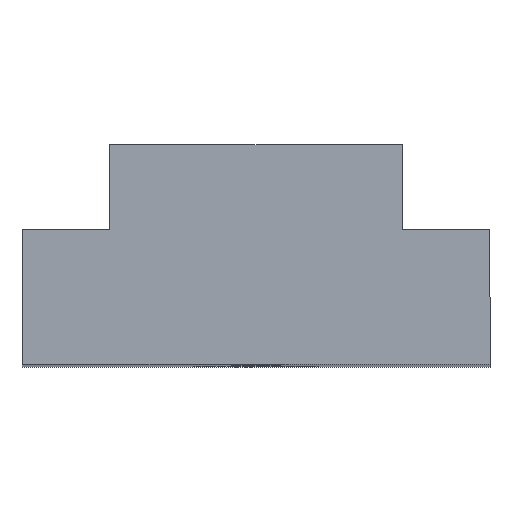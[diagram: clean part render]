
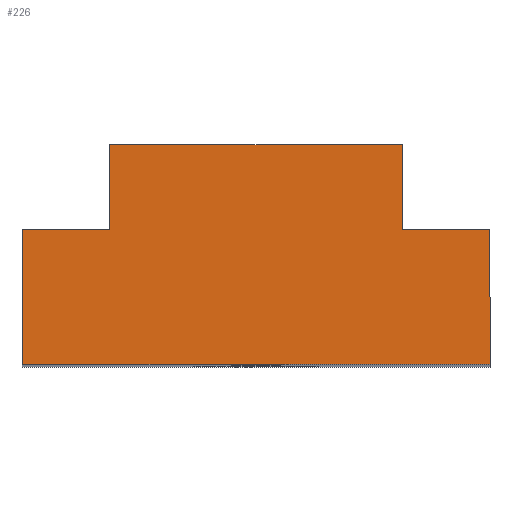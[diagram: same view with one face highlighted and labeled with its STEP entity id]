
A CAD part, top view. The second image highlights one B-rep face of the part: STEP entity #226.
In plain terms, the highlighted planar face has unit normal (0, 0, 1).
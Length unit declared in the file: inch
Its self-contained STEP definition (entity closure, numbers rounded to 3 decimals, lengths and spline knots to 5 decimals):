
#18 = LINE ( 'NONE', #71, #183 ) ;
#23 = VERTEX_POINT ( 'NONE', #723 ) ;
#29 = LINE ( 'NONE', #94, #134 ) ;
#32 = VERTEX_POINT ( 'NONE', #257 ) ;
#39 = EDGE_LOOP ( 'NONE', ( #580, #238, #267, #214, #356, #469, #711, #406 ) ) ;
#71 = CARTESIAN_POINT ( 'NONE',  ( 0.125, 0.485, 2.3 ) ) ;
#73 = PLANE ( 'NONE',  #525 ) ;
#75 = LINE ( 'NONE', #358, #668 ) ;
#90 = VERTEX_POINT ( 'NONE', #244 ) ;
#94 = CARTESIAN_POINT ( 'NONE',  ( 0.125, 0.413, 2.3 ) ) ;
#98 = CARTESIAN_POINT ( 'NONE',  ( -0.125, 0.413, 2.3 ) ) ;
#129 = VERTEX_POINT ( 'NONE', #541 ) ;
#134 = VECTOR ( 'NONE', #554, 39.37008 ) ;
#148 = DIRECTION ( 'NONE',  ( 0., 1., 0. ) ) ;
#152 = LINE ( 'NONE', #201, #444 ) ;
#183 = VECTOR ( 'NONE', #472, 39.37008 ) ;
#201 = CARTESIAN_POINT ( 'NONE',  ( -0.125, 0.485, 2.3 ) ) ;
#204 = CARTESIAN_POINT ( 'NONE',  ( -0.2, 0.2975, 2.3 ) ) ;
#210 = EDGE_CURVE ( 'NONE', #90, #526, #18, .T. ) ;
#214 = ORIENTED_EDGE ( 'NONE', *, *, #570, .T. ) ;
#217 = FACE_OUTER_BOUND ( 'NONE', #39, .T. ) ;
#221 = DIRECTION ( 'NONE',  ( -1., 0., 0. ) ) ;
#224 = LINE ( 'NONE', #421, #368 ) ;
#226 = ADVANCED_FACE ( 'NONE', ( #217 ), #73, .F. ) ;
#235 = VERTEX_POINT ( 'NONE', #338 ) ;
#238 = ORIENTED_EDGE ( 'NONE', *, *, #673, .T. ) ;
#244 = CARTESIAN_POINT ( 'NONE',  ( 0.125, 0.413, 2.3 ) ) ;
#245 = DIRECTION ( 'NONE',  ( 0., -1., 0. ) ) ;
#257 = CARTESIAN_POINT ( 'NONE',  ( 0.2, 0.2975, 2.3 ) ) ;
#267 = ORIENTED_EDGE ( 'NONE', *, *, #657, .T. ) ;
#272 = VECTOR ( 'NONE', #375, 39.37008 ) ;
#292 = LINE ( 'NONE', #612, #466 ) ;
#338 = CARTESIAN_POINT ( 'NONE',  ( -0.2, 0.413, 2.3 ) ) ;
#351 = CARTESIAN_POINT ( 'NONE',  ( 0., 0., 2.3 ) ) ;
#356 = ORIENTED_EDGE ( 'NONE', *, *, #556, .T. ) ;
#358 = CARTESIAN_POINT ( 'NONE',  ( -0.2, 0.413, 2.3 ) ) ;
#368 = VECTOR ( 'NONE', #484, 39.37008 ) ;
#375 = DIRECTION ( 'NONE',  ( 1., 0., 0. ) ) ;
#399 = VERTEX_POINT ( 'NONE', #98 ) ;
#406 = ORIENTED_EDGE ( 'NONE', *, *, #617, .T. ) ;
#414 = CARTESIAN_POINT ( 'NONE',  ( 0.125, 0.485, 2.3 ) ) ;
#421 = CARTESIAN_POINT ( 'NONE',  ( -0.125, 0.413, 2.3 ) ) ;
#424 = LINE ( 'NONE', #204, #272 ) ;
#434 = DIRECTION ( 'NONE',  ( 0., -1., 0. ) ) ;
#444 = VECTOR ( 'NONE', #434, 39.37008 ) ;
#466 = VECTOR ( 'NONE', #148, 39.37008 ) ;
#469 = ORIENTED_EDGE ( 'NONE', *, *, #539, .T. ) ;
#472 = DIRECTION ( 'NONE',  ( 0., 1., 0. ) ) ;
#474 = DIRECTION ( 'NONE',  ( 0., 0., -1. ) ) ;
#484 = DIRECTION ( 'NONE',  ( -1., 0., 0. ) ) ;
#525 = AXIS2_PLACEMENT_3D ( 'NONE', #351, #474, #221 ) ;
#526 = VERTEX_POINT ( 'NONE', #609 ) ;
#529 = EDGE_CURVE ( 'NONE', #23, #399, #152, .T. ) ;
#534 = DIRECTION ( 'NONE',  ( -1., 0., 0. ) ) ;
#539 = EDGE_CURVE ( 'NONE', #698, #90, #29, .T. ) ;
#541 = CARTESIAN_POINT ( 'NONE',  ( -0.2, 0.2975, 2.3 ) ) ;
#544 = VECTOR ( 'NONE', #534, 39.37008 ) ;
#554 = DIRECTION ( 'NONE',  ( -1., 0., 0. ) ) ;
#556 = EDGE_CURVE ( 'NONE', #32, #698, #292, .T. ) ;
#570 = EDGE_CURVE ( 'NONE', #129, #32, #424, .T. ) ;
#580 = ORIENTED_EDGE ( 'NONE', *, *, #529, .T. ) ;
#609 = CARTESIAN_POINT ( 'NONE',  ( 0.125, 0.485, 2.3 ) ) ;
#612 = CARTESIAN_POINT ( 'NONE',  ( 0.2, 0.413, 2.3 ) ) ;
#617 = EDGE_CURVE ( 'NONE', #526, #23, #702, .T. ) ;
#657 = EDGE_CURVE ( 'NONE', #235, #129, #75, .T. ) ;
#668 = VECTOR ( 'NONE', #245, 39.37008 ) ;
#673 = EDGE_CURVE ( 'NONE', #399, #235, #224, .T. ) ;
#678 = CARTESIAN_POINT ( 'NONE',  ( 0.2, 0.413, 2.3 ) ) ;
#698 = VERTEX_POINT ( 'NONE', #678 ) ;
#702 = LINE ( 'NONE', #414, #544 ) ;
#711 = ORIENTED_EDGE ( 'NONE', *, *, #210, .T. ) ;
#723 = CARTESIAN_POINT ( 'NONE',  ( -0.125, 0.485, 2.3 ) ) ;
